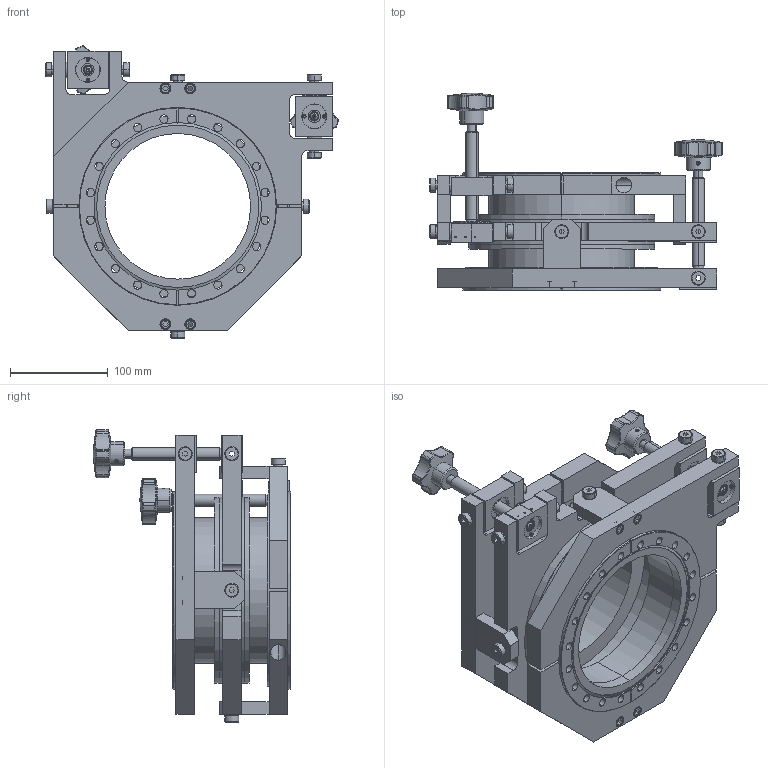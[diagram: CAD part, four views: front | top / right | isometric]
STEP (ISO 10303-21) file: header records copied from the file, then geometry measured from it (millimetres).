
FILE_DESCRIPTION (( 'STEP AP214' ), '1' );
FILE_NAME ('TILT800, 10000014b.STEP', '2020-12-16T15:41:52', ( 'gstephens' ), ( 'Microsoft' ), 'SwSTEP 2.0', 'SolidWorks 2018', '' );
FILE_SCHEMA (( 'AUTOMOTIVE_DESIGN' ));
Length unit declared in the file: inch
Products named in the file (1): TILT800, 10000014b
Bounding box: 299.39 x 202.11 x 298.95 mm (x, y, z)
Surface area: 507274.1 mm2 (no closed solid volume)
Topology: 0 solids, 102 shells, 945 faces, 3070 edges, 2150 vertices
Faces by surface type: plane 416, cylinder 369, cone 68, bspline 60, torus 24, sphere 8
Entity records: 50159 total; most frequent: CARTESIAN_POINT 10582, DIRECTION 5856, ORIENTED_EDGE 5026, EDGE_CURVE 3070, VERTEX_POINT 2150, AXIS2_PLACEMENT_3D 2084, VECTOR 1688, LINE 1688
